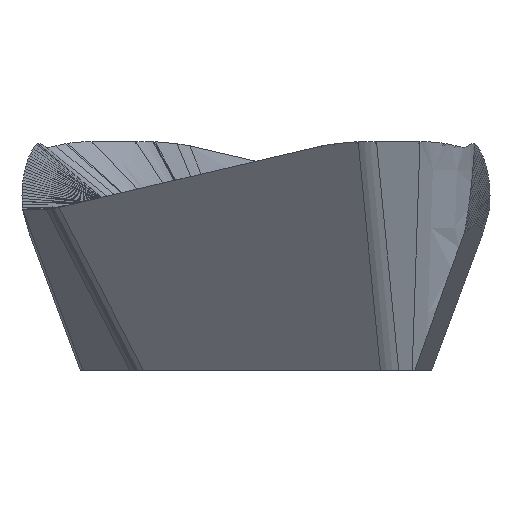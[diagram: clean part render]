
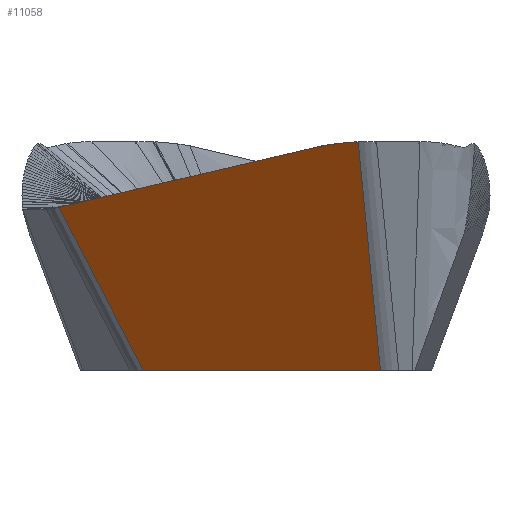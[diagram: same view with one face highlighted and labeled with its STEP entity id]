
A CAD part, left-side view. The second image highlights one B-rep face of the part: STEP entity #11058.
In plain terms, the highlighted planar face has unit normal (-0.814, 0.47, -0.342).
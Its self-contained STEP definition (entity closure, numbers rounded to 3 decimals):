
#1194=CARTESIAN_POINT('',(-6.58,2.463,-5.));
#3079=CARTESIAN_POINT('',(-9.573,-2.721,-5.));
#3109=DIRECTION('',(0.341,-0.091,-0.936));
#3110=VECTOR('',#3109,5.343);
#3111=CARTESIAN_POINT('',(-11.393,-2.233,
-0.001));
#3112=LINE('',#3111,#3110);
#3116=DIRECTION('',(0.5,0.866,0.));
#3117=VECTOR('',#3116,5.985);
#3118=CARTESIAN_POINT('',(-9.573,-2.721,-5.));
#3119=LINE('',#3118,#3117);
#3123=CARTESIAN_POINT('',(-7.017,4.301,
-1.436));
#3124=CARTESIAN_POINT('',(-7.015,4.304,
-1.436));
#3125=CARTESIAN_POINT('',(-7.013,4.307,
-1.437));
#3126=CARTESIAN_POINT('',(-7.011,4.31,
-1.438));
#3131=DIRECTION('',(0.55,0.813,-0.19));
#3132=VECTOR('',#3131,3.271);
#3133=CARTESIAN_POINT('',(-8.815,1.64,
-0.813));
#3134=LINE('',#3133,#3132);
#3138=DIRECTION('',(0.55,0.813,-0.19));
#3139=VECTOR('',#3138,3.8);
#3140=CARTESIAN_POINT('',(-10.904,-1.451,
-0.089));
#3141=LINE('',#3140,#3139);
#3145=CARTESIAN_POINT('',(-11.086,-1.733,
-0.044));
#3146=CARTESIAN_POINT('',(-11.049,-1.673,
-0.049));
#3147=CARTESIAN_POINT('',(-11.004,-1.602,
-0.059));
#3148=CARTESIAN_POINT('',(-10.956,-1.528,
-0.072));
#3149=CARTESIAN_POINT('',(-10.927,-1.485,
-0.081));
#3150=CARTESIAN_POINT('',(-10.912,-1.463,
-0.086));
#3151=CARTESIAN_POINT('',(-10.904,-1.451,
-0.089));
#3156=DIRECTION('',(0.522,0.85,-0.074));
#3157=VECTOR('',#3156,0.556);
#3158=CARTESIAN_POINT('',(-11.376,-2.206,
-0.002));
#3159=LINE('',#3158,#3157);
#3163=CARTESIAN_POINT('',(-11.393,-2.233,
-0.001));
#3164=CARTESIAN_POINT('',(-11.387,-2.224,
-0.001));
#3165=CARTESIAN_POINT('',(-11.382,-2.215,
-0.002));
#3166=CARTESIAN_POINT('',(-11.376,-2.206,
-0.002));
#3183=DIRECTION('',(0.107,-0.458,-0.883));
#3184=VECTOR('',#3183,4.036);
#3185=CARTESIAN_POINT('',(-7.011,4.31,
-1.438));
#3186=LINE('',#3185,#3184);
#4417=VERTEX_POINT('',#3079);
#4499=VERTEX_POINT('',#1194);
#4707=CARTESIAN_POINT('',(-11.393,-2.233,
-0.001));
#4708=VERTEX_POINT('',#4707);
#4823=CARTESIAN_POINT('',(-7.011,4.31,
-1.438));
#4824=VERTEX_POINT('',#4823);
#4827=CARTESIAN_POINT('',(-11.376,-2.206,
-0.002));
#4828=VERTEX_POINT('',#4827);
#4829=CARTESIAN_POINT('',(-11.086,-1.733,
-0.044));
#4830=VERTEX_POINT('',#4829);
#4831=CARTESIAN_POINT('',(-10.904,-1.451,
-0.089));
#4832=VERTEX_POINT('',#4831);
#4833=CARTESIAN_POINT('',(-8.815,1.64,
-0.813));
#4834=VERTEX_POINT('',#4833);
#4835=CARTESIAN_POINT('',(-7.017,4.301,
-1.436));
#4836=VERTEX_POINT('',#4835);
#11041=CARTESIAN_POINT('',(-9.449,1.134,0.));
#11042=DIRECTION('',(0.814,-0.47,0.342));
#11043=DIRECTION('',(0.5,0.866,0.));
#11044=AXIS2_PLACEMENT_3D('',#11041,#11042,#11043);
#11045=PLANE('',#11044);
#11046=ORIENTED_EDGE('',*,*,#11034,.T.);
#11047=ORIENTED_EDGE('',*,*,#5543,.T.);
#11049=ORIENTED_EDGE('',*,*,#11048,.F.);
#11050=ORIENTED_EDGE('',*,*,#8048,.F.);
#11051=ORIENTED_EDGE('',*,*,#8122,.F.);
#11052=ORIENTED_EDGE('',*,*,#8171,.F.);
#11053=ORIENTED_EDGE('',*,*,#8217,.F.);
#11054=ORIENTED_EDGE('',*,*,#8267,.F.);
#11055=ORIENTED_EDGE('',*,*,#8301,.F.);
#11056=EDGE_LOOP('',(#11046,#11047,#11049,#11050,#11051,#11052,#11053,#11054,
#11055));
#11057=FACE_OUTER_BOUND('',#11056,.F.);
#3127=B_SPLINE_CURVE_WITH_KNOTS('',3,(#3123,#3124,#3125,#3126),.UNSPECIFIED.,
.F.,.F.,(4,4),(0.,1.),.UNSPECIFIED.);
#3152=B_SPLINE_CURVE_WITH_KNOTS('',3,(#3145,#3146,#3147,#3148,#3149,#3150,
#3151),.UNSPECIFIED.,.F.,.F.,(4,1,1,1,4),(0.,0.5,0.75,0.875,1.),
.UNSPECIFIED.);
#3167=B_SPLINE_CURVE_WITH_KNOTS('',3,(#3163,#3164,#3165,#3166),.UNSPECIFIED.,
.F.,.F.,(4,4),(0.,1.),.UNSPECIFIED.);
#5543=EDGE_CURVE('',#4417,#4499,#3119,.T.);
#8048=EDGE_CURVE('',#4836,#4824,#3127,.T.);
#8122=EDGE_CURVE('',#4834,#4836,#3134,.T.);
#8171=EDGE_CURVE('',#4832,#4834,#3141,.T.);
#8217=EDGE_CURVE('',#4830,#4832,#3152,.T.);
#8267=EDGE_CURVE('',#4828,#4830,#3159,.T.);
#8301=EDGE_CURVE('',#4708,#4828,#3167,.T.);
#11034=EDGE_CURVE('',#4708,#4417,#3112,.T.);
#11048=EDGE_CURVE('',#4824,#4499,#3186,.T.);
#11058=ADVANCED_FACE('',(#11057),#11045,.F.);
